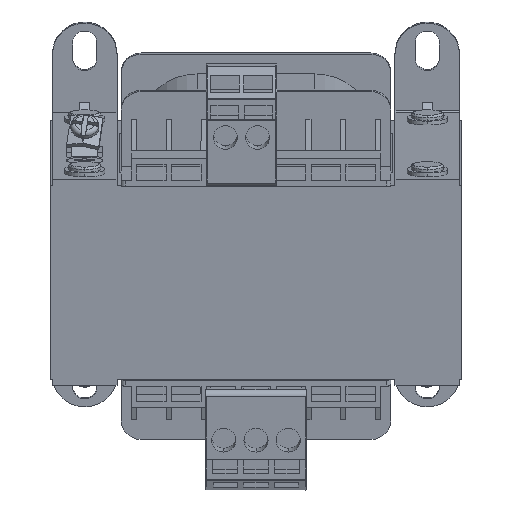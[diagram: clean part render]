
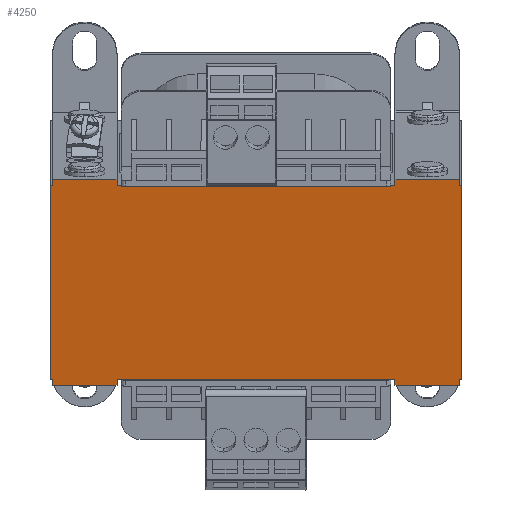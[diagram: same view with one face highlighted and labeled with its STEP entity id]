
A CAD part, top view. The second image highlights one B-rep face of the part: STEP entity #4250.
In plain terms, the highlighted planar face has unit normal (0, -0.191, 0.982).
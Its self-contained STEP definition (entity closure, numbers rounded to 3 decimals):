
#137=DIRECTION('',(-1.,0.,0.));
#138=VECTOR('',#137,16.);
#139=CARTESIAN_POINT('',(-1.,104.186,-1.271));
#140=LINE('',#139,#138);
#253=DIRECTION('',(0.,-0.982,-0.191));
#254=VECTOR('',#253,1.5);
#255=CARTESIAN_POINT('',(-17.,104.186,-1.271));
#256=LINE('',#255,#254);
#257=DIRECTION('',(-1.,0.,0.));
#258=VECTOR('',#257,0.5);
#259=CARTESIAN_POINT('',(-17.,102.713,-1.557));
#260=LINE('',#259,#258);
#261=DIRECTION('',(0.,-0.982,-0.191));
#262=VECTOR('',#261,1.5);
#263=CARTESIAN_POINT('',(-1.,54.614,-10.909));
#264=LINE('',#263,#262);
#265=DIRECTION('',(0.,-0.982,-0.191));
#266=VECTOR('',#265,1.5);
#267=CARTESIAN_POINT('',(-1.,104.186,-1.271));
#268=LINE('',#267,#266);
#269=DIRECTION('',(1.,0.,0.));
#270=VECTOR('',#269,69.);
#271=CARTESIAN_POINT('',(-1.,102.713,-1.557));
#272=LINE('',#271,#270);
#273=DIRECTION('',(1.,0.,0.));
#274=VECTOR('',#273,16.);
#275=CARTESIAN_POINT('',(68.,104.186,-1.271));
#276=LINE('',#275,#274);
#277=DIRECTION('',(0.,-0.982,-0.191));
#278=VECTOR('',#277,1.5);
#279=CARTESIAN_POINT('',(84.,104.186,-1.271));
#280=LINE('',#279,#278);
#281=DIRECTION('',(1.,0.,0.));
#282=VECTOR('',#281,0.5);
#283=CARTESIAN_POINT('',(84.,102.713,-1.557));
#284=LINE('',#283,#282);
#285=DIRECTION('',(0.,-0.982,-0.191));
#286=VECTOR('',#285,49.);
#287=CARTESIAN_POINT('',(84.5,102.713,-1.557));
#288=LINE('',#287,#286);
#289=DIRECTION('',(0.,-0.982,-0.191));
#290=VECTOR('',#289,1.5);
#291=CARTESIAN_POINT('',(84.,54.614,-10.909));
#292=LINE('',#291,#290);
#297=DIRECTION('',(1.,0.,0.));
#298=VECTOR('',#297,69.);
#299=CARTESIAN_POINT('',(-1.,54.614,-10.909));
#300=LINE('',#299,#298);
#371=DIRECTION('',(0.,-0.982,-0.191));
#372=VECTOR('',#371,1.5);
#373=CARTESIAN_POINT('',(68.,54.614,-10.909));
#374=LINE('',#373,#372);
#401=DIRECTION('',(1.,0.,0.));
#402=VECTOR('',#401,16.);
#403=CARTESIAN_POINT('',(68.,53.142,-11.195));
#404=LINE('',#403,#402);
#487=DIRECTION('',(1.,0.,0.));
#488=VECTOR('',#487,0.5);
#489=CARTESIAN_POINT('',(84.,54.614,-10.909));
#490=LINE('',#489,#488);
#627=DIRECTION('',(0.,-0.982,-0.191));
#628=VECTOR('',#627,1.5);
#629=CARTESIAN_POINT('',(68.,104.186,-1.271));
#630=LINE('',#629,#628);
#1455=DIRECTION('',(0.,-0.982,-0.191));
#1456=VECTOR('',#1455,49.);
#1457=CARTESIAN_POINT('',(-17.5,102.713,-1.557));
#1458=LINE('',#1457,#1456);
#1467=DIRECTION('',(1.,0.,0.));
#1468=VECTOR('',#1467,0.5);
#1469=CARTESIAN_POINT('',(-17.5,54.614,-10.909));
#1470=LINE('',#1469,#1468);
#1475=DIRECTION('',(0.,-0.982,-0.191));
#1476=VECTOR('',#1475,1.5);
#1477=CARTESIAN_POINT('',(-17.,54.614,-10.909));
#1478=LINE('',#1477,#1476);
#1505=DIRECTION('',(1.,0.,0.));
#1506=VECTOR('',#1505,16.);
#1507=CARTESIAN_POINT('',(-17.,53.142,-11.195));
#1508=LINE('',#1507,#1506);
#3093=CARTESIAN_POINT('',(-1.,104.186,-1.271));
#3094=VERTEX_POINT('',#3093);
#3095=CARTESIAN_POINT('',(-17.,104.186,-1.271));
#3096=VERTEX_POINT('',#3095);
#3135=CARTESIAN_POINT('',(-17.,102.713,-1.557));
#3137=VERTEX_POINT('',#3135);
#3145=CARTESIAN_POINT('',(-17.5,102.713,-1.557));
#3146=VERTEX_POINT('',#3145);
#3149=CARTESIAN_POINT('',(-1.,54.614,-10.909));
#3150=CARTESIAN_POINT('',(68.,54.614,-10.909));
#3151=VERTEX_POINT('',#3149);
#3152=VERTEX_POINT('',#3150);
#3153=CARTESIAN_POINT('',(-1.,53.142,-11.195));
#3154=VERTEX_POINT('',#3153);
#3155=CARTESIAN_POINT('',(-17.,53.142,-11.195));
#3156=VERTEX_POINT('',#3155);
#3157=CARTESIAN_POINT('',(-17.,54.614,-10.909));
#3158=VERTEX_POINT('',#3157);
#3159=CARTESIAN_POINT('',(-17.5,54.614,-10.909));
#3160=VERTEX_POINT('',#3159);
#3161=CARTESIAN_POINT('',(-1.,102.713,-1.557));
#3162=VERTEX_POINT('',#3161);
#3163=CARTESIAN_POINT('',(68.,102.713,-1.557));
#3164=VERTEX_POINT('',#3163);
#3165=CARTESIAN_POINT('',(68.,104.186,-1.271));
#3166=VERTEX_POINT('',#3165);
#3167=CARTESIAN_POINT('',(84.,104.186,-1.271));
#3168=VERTEX_POINT('',#3167);
#3169=CARTESIAN_POINT('',(84.,102.713,-1.557));
#3170=VERTEX_POINT('',#3169);
#3171=CARTESIAN_POINT('',(84.5,102.713,-1.557));
#3172=VERTEX_POINT('',#3171);
#3173=CARTESIAN_POINT('',(84.5,54.614,-10.909));
#3174=VERTEX_POINT('',#3173);
#3175=CARTESIAN_POINT('',(84.,54.614,-10.909));
#3176=VERTEX_POINT('',#3175);
#3177=CARTESIAN_POINT('',(84.,53.142,-11.195));
#3178=VERTEX_POINT('',#3177);
#3179=CARTESIAN_POINT('',(68.,53.142,-11.195));
#3180=VERTEX_POINT('',#3179);
#4206=CARTESIAN_POINT('',(33.5,78.664,-6.233));
#4207=DIRECTION('',(0.,-0.191,0.982));
#4208=DIRECTION('',(-1.,0.,0.));
#4209=AXIS2_PLACEMENT_3D('',#4206,#4207,#4208);
#4210=PLANE('',#4209);
#4212=ORIENTED_EDGE('',*,*,#4211,.F.);
#4214=ORIENTED_EDGE('',*,*,#4213,.T.);
#4216=ORIENTED_EDGE('',*,*,#4215,.F.);
#4218=ORIENTED_EDGE('',*,*,#4217,.F.);
#4220=ORIENTED_EDGE('',*,*,#4219,.F.);
#4222=ORIENTED_EDGE('',*,*,#4221,.F.);
#4223=ORIENTED_EDGE('',*,*,#4197,.F.);
#4224=ORIENTED_EDGE('',*,*,#4186,.F.);
#4225=ORIENTED_EDGE('',*,*,#4087,.F.);
#4227=ORIENTED_EDGE('',*,*,#4226,.T.);
#4229=ORIENTED_EDGE('',*,*,#4228,.T.);
#4231=ORIENTED_EDGE('',*,*,#4230,.F.);
#4233=ORIENTED_EDGE('',*,*,#4232,.T.);
#4235=ORIENTED_EDGE('',*,*,#4234,.T.);
#4237=ORIENTED_EDGE('',*,*,#4236,.T.);
#4239=ORIENTED_EDGE('',*,*,#4238,.T.);
#4241=ORIENTED_EDGE('',*,*,#4240,.F.);
#4243=ORIENTED_EDGE('',*,*,#4242,.T.);
#4245=ORIENTED_EDGE('',*,*,#4244,.F.);
#4247=ORIENTED_EDGE('',*,*,#4246,.F.);
#4248=EDGE_LOOP('',(#4212,#4214,#4216,#4218,#4220,#4222,#4223,#4224,#4225,#4227,
#4229,#4231,#4233,#4235,#4237,#4239,#4241,#4243,#4245,#4247));
#4249=FACE_OUTER_BOUND('',#4248,.F.);
#4250=ADVANCED_FACE('',(#4249),#4210,.T.);
#4087=EDGE_CURVE('',#3094,#3096,#140,.T.);
#4186=EDGE_CURVE('',#3096,#3137,#256,.T.);
#4197=EDGE_CURVE('',#3137,#3146,#260,.T.);
#4211=EDGE_CURVE('',#3151,#3152,#300,.T.);
#4213=EDGE_CURVE('',#3151,#3154,#264,.T.);
#4215=EDGE_CURVE('',#3156,#3154,#1508,.T.);
#4217=EDGE_CURVE('',#3158,#3156,#1478,.T.);
#4219=EDGE_CURVE('',#3160,#3158,#1470,.T.);
#4221=EDGE_CURVE('',#3146,#3160,#1458,.T.);
#4226=EDGE_CURVE('',#3094,#3162,#268,.T.);
#4228=EDGE_CURVE('',#3162,#3164,#272,.T.);
#4230=EDGE_CURVE('',#3166,#3164,#630,.T.);
#4232=EDGE_CURVE('',#3166,#3168,#276,.T.);
#4234=EDGE_CURVE('',#3168,#3170,#280,.T.);
#4236=EDGE_CURVE('',#3170,#3172,#284,.T.);
#4238=EDGE_CURVE('',#3172,#3174,#288,.T.);
#4240=EDGE_CURVE('',#3176,#3174,#490,.T.);
#4242=EDGE_CURVE('',#3176,#3178,#292,.T.);
#4244=EDGE_CURVE('',#3180,#3178,#404,.T.);
#4246=EDGE_CURVE('',#3152,#3180,#374,.T.);
